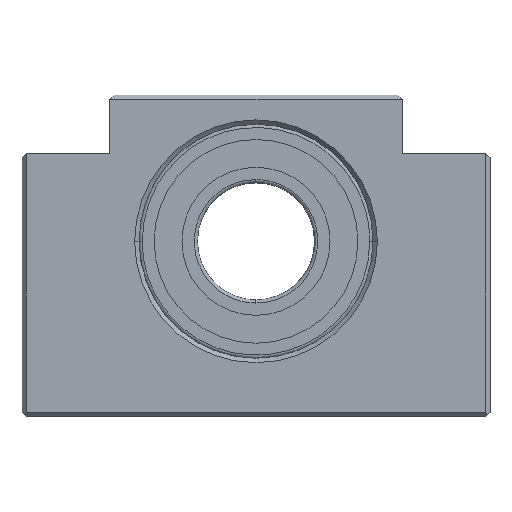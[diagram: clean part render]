
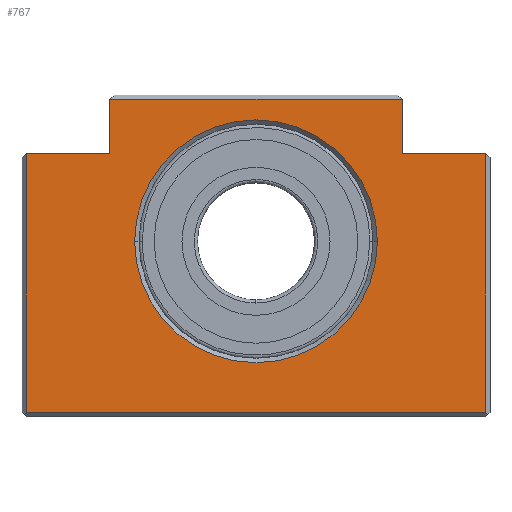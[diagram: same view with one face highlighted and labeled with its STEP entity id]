
A CAD part, top view. The second image highlights one B-rep face of the part: STEP entity #767.
In plain terms, the highlighted planar face has unit normal (0, 0, 1).
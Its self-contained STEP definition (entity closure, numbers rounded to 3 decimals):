
#4 = LINE ( 'NONE', #3451, #2274 ) ;
#59 = CARTESIAN_POINT ( 'NONE',  ( 41.5, 0., 0. ) ) ;
#89 = ORIENTED_EDGE ( 'NONE', *, *, #3581, .T. ) ;
#166 = EDGE_CURVE ( 'NONE', #2722, #1253, #2874, .T. ) ;
#208 = VERTEX_POINT ( 'NONE', #3751 ) ;
#231 = ORIENTED_EDGE ( 'NONE', *, *, #1285, .T. ) ;
#245 = EDGE_CURVE ( 'NONE', #2181, #1942, #2326, .T. ) ;
#247 = CARTESIAN_POINT ( 'NONE',  ( 50., 30., 0. ) ) ;
#335 = AXIS2_PLACEMENT_3D ( 'NONE', #1823, #1433, #1045 ) ;
#341 = LINE ( 'NONE', #3753, #1112 ) ;
#636 = LINE ( 'NONE', #247, #1877 ) ;
#664 = ORIENTED_EDGE ( 'NONE', *, *, #2506, .T. ) ;
#733 = EDGE_CURVE ( 'NONE', #1253, #2722, #2251, .T. ) ;
#767 = ADVANCED_FACE ( 'NONE', ( #2023, #1814 ), #3006, .T. ) ;
#933 = CARTESIAN_POINT ( 'NONE',  ( 78.5, -58.5, 0. ) ) ;
#993 = VERTEX_POINT ( 'NONE', #2583 ) ;
#1045 = DIRECTION ( 'NONE',  ( 1., 0., 0. ) ) ;
#1084 = DIRECTION ( 'NONE',  ( 0., -1., 0. ) ) ;
#1106 = DIRECTION ( 'NONE',  ( 1., 0., 0. ) ) ;
#1112 = VECTOR ( 'NONE', #3362, 1000. ) ;
#1253 = VERTEX_POINT ( 'NONE', #59 ) ;
#1285 = EDGE_CURVE ( 'NONE', #2246, #2863, #1863, .T. ) ;
#1394 = DIRECTION ( 'NONE',  ( -1., 0., 0. ) ) ;
#1416 = CARTESIAN_POINT ( 'NONE',  ( -78.5, -58.5, 0. ) ) ;
#1418 = DIRECTION ( 'NONE',  ( 0., -1., 0. ) ) ;
#1433 = DIRECTION ( 'NONE',  ( 0., 0., -1. ) ) ;
#1451 = DIRECTION ( 'NONE',  ( 1., 0., 0. ) ) ;
#1469 = CARTESIAN_POINT ( 'NONE',  ( -78.5, 0., 0. ) ) ;
#1476 = ORIENTED_EDGE ( 'NONE', *, *, #733, .T. ) ;
#1488 = DIRECTION ( 'NONE',  ( 0., 0., -1. ) ) ;
#1526 = DIRECTION ( 'NONE',  ( 0., 1., 0. ) ) ;
#1531 = EDGE_CURVE ( 'NONE', #2863, #2181, #341, .T. ) ;
#1768 = CARTESIAN_POINT ( 'NONE',  ( -50., 48.5, 0. ) ) ;
#1779 = CARTESIAN_POINT ( 'NONE',  ( -78.5, 30., 0. ) ) ;
#1804 = CARTESIAN_POINT ( 'NONE',  ( -50., 48.5, 0. ) ) ;
#1814 = FACE_OUTER_BOUND ( 'NONE', #2460, .T. ) ;
#1823 = CARTESIAN_POINT ( 'NONE',  ( 0., 0., 0. ) ) ;
#1837 = DIRECTION ( 'NONE',  ( -1., 0., 0. ) ) ;
#1844 = DIRECTION ( 'NONE',  ( 0., 0., 1. ) ) ;
#1850 = ORIENTED_EDGE ( 'NONE', *, *, #1531, .T. ) ;
#1863 = LINE ( 'NONE', #1469, #2073 ) ;
#1877 = VECTOR ( 'NONE', #3665, 1000. ) ;
#1888 = CARTESIAN_POINT ( 'NONE',  ( 0., 0., 0. ) ) ;
#1911 = CARTESIAN_POINT ( 'NONE',  ( 78.5, 30., 0. ) ) ;
#1935 = CARTESIAN_POINT ( 'NONE',  ( 78.5, 0., 0. ) ) ;
#1942 = VERTEX_POINT ( 'NONE', #1911 ) ;
#2023 = FACE_BOUND ( 'NONE', #2914, .T. ) ;
#2073 = VECTOR ( 'NONE', #1084, 1000. ) ;
#2116 = AXIS2_PLACEMENT_3D ( 'NONE', #2244, #1844, #1451 ) ;
#2156 = CARTESIAN_POINT ( 'NONE',  ( -41.5, 0., 0. ) ) ;
#2180 = LINE ( 'NONE', #1779, #2969 ) ;
#2181 = VERTEX_POINT ( 'NONE', #933 ) ;
#2201 = AXIS2_PLACEMENT_3D ( 'NONE', #1888, #1488, #1106 ) ;
#2208 = LINE ( 'NONE', #1804, #2943 ) ;
#2240 = CARTESIAN_POINT ( 'NONE',  ( 0., 48.5, 0. ) ) ;
#2244 = CARTESIAN_POINT ( 'NONE',  ( 0., 0., 0. ) ) ;
#2246 = VERTEX_POINT ( 'NONE', #2640 ) ;
#2249 = VERTEX_POINT ( 'NONE', #2256 ) ;
#2251 = CIRCLE ( 'NONE', #335, 41.5 ) ;
#2256 = CARTESIAN_POINT ( 'NONE',  ( -50., 30., 0. ) ) ;
#2274 = VECTOR ( 'NONE', #3060, 1000. ) ;
#2326 = LINE ( 'NONE', #1935, #2399 ) ;
#2399 = VECTOR ( 'NONE', #1526, 1000. ) ;
#2460 = EDGE_LOOP ( 'NONE', ( #3669, #231, #1850, #2817, #89, #2693, #3823, #664 ) ) ;
#2475 = EDGE_CURVE ( 'NONE', #208, #993, #4, .T. ) ;
#2506 = EDGE_CURVE ( 'NONE', #3779, #2249, #2208, .T. ) ;
#2583 = CARTESIAN_POINT ( 'NONE',  ( 50., 48.5, 0. ) ) ;
#2623 = LINE ( 'NONE', #2240, #3727 ) ;
#2640 = CARTESIAN_POINT ( 'NONE',  ( -78.5, 30., 0. ) ) ;
#2693 = ORIENTED_EDGE ( 'NONE', *, *, #2475, .T. ) ;
#2722 = VERTEX_POINT ( 'NONE', #2156 ) ;
#2800 = EDGE_CURVE ( 'NONE', #2249, #2246, #2180, .T. ) ;
#2817 = ORIENTED_EDGE ( 'NONE', *, *, #245, .T. ) ;
#2863 = VERTEX_POINT ( 'NONE', #1416 ) ;
#2874 = CIRCLE ( 'NONE', #2201, 41.5 ) ;
#2914 = EDGE_LOOP ( 'NONE', ( #1476, #3757 ) ) ;
#2943 = VECTOR ( 'NONE', #1418, 1000. ) ;
#2969 = VECTOR ( 'NONE', #1394, 1000. ) ;
#3006 = PLANE ( 'NONE',  #2116 ) ;
#3060 = DIRECTION ( 'NONE',  ( 0., 1., 0. ) ) ;
#3362 = DIRECTION ( 'NONE',  ( 1., 0., 0. ) ) ;
#3451 = CARTESIAN_POINT ( 'NONE',  ( 50., 48.5, 0. ) ) ;
#3581 = EDGE_CURVE ( 'NONE', #1942, #208, #636, .T. ) ;
#3653 = EDGE_CURVE ( 'NONE', #993, #3779, #2623, .T. ) ;
#3665 = DIRECTION ( 'NONE',  ( -1., 0., 0. ) ) ;
#3669 = ORIENTED_EDGE ( 'NONE', *, *, #2800, .T. ) ;
#3727 = VECTOR ( 'NONE', #1837, 1000. ) ;
#3751 = CARTESIAN_POINT ( 'NONE',  ( 50., 30., 0. ) ) ;
#3753 = CARTESIAN_POINT ( 'NONE',  ( 0., -58.5, 0. ) ) ;
#3757 = ORIENTED_EDGE ( 'NONE', *, *, #166, .T. ) ;
#3779 = VERTEX_POINT ( 'NONE', #1768 ) ;
#3823 = ORIENTED_EDGE ( 'NONE', *, *, #3653, .T. ) ;
